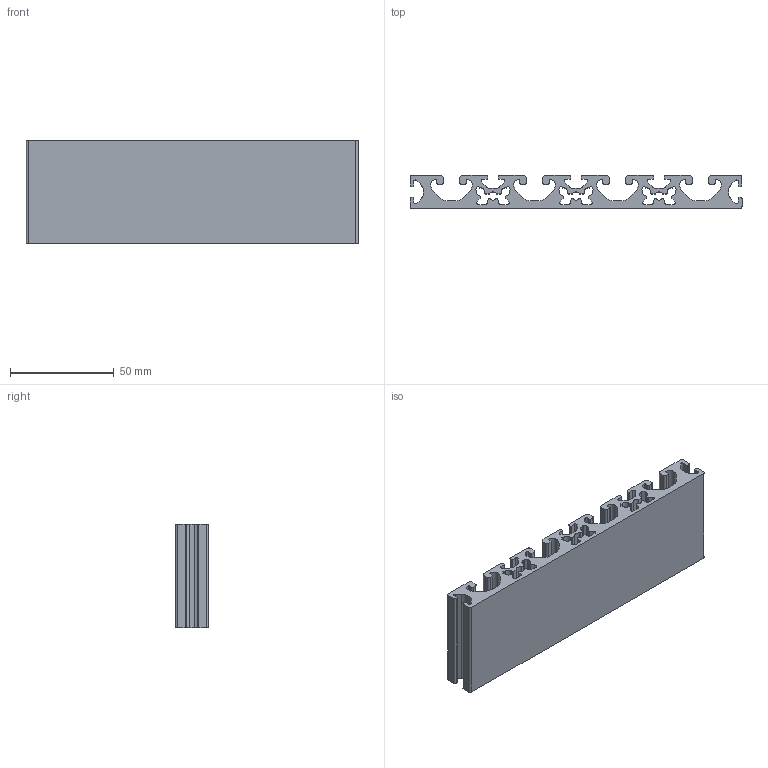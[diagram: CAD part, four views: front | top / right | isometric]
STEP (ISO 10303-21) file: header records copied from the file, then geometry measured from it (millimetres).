
FILE_DESCRIPTION (( 'STEP AP214' ), '1' );
FILE_NAME ('BASE08E0194-Profilé 8 160x16 lourd.step', '2023-03-24T09:43:20', ( 'Altae' ), ( '' ), 'SwSTEP 2.0', 'SolidWorks 2021', '' );
FILE_SCHEMA (( 'AUTOMOTIVE_DESIGN' ));
Length unit declared in the file: millimetre
Products named in the file (1): BASE08E0194-Profilé 8 160x16 lourd
Bounding box: 160 x 16 x 50 mm (x, y, z)
Volume: 69066.9 mm3; surface area: 43605.2 mm2
Topology: 1 solids, 1 shells, 351 faces, 1047 edges, 698 vertices
Faces by surface type: cylinder 211, plane 140
Entity records: 12009 total; most frequent: DIRECTION 2173, CARTESIAN_POINT 2097, ORIENTED_EDGE 2094, EDGE_CURVE 1047, AXIS2_PLACEMENT_3D 774, VERTEX_POINT 698, LINE 625, VECTOR 625
